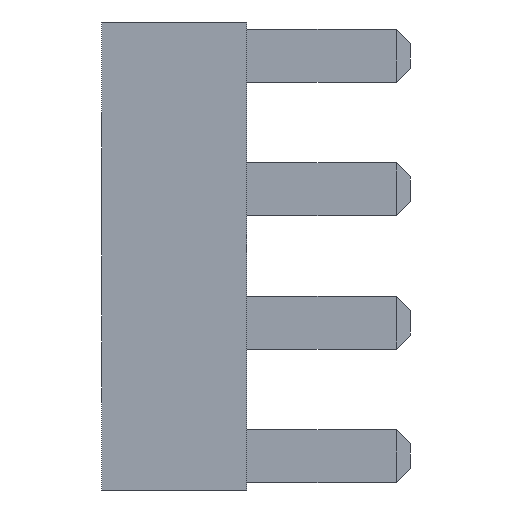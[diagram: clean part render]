
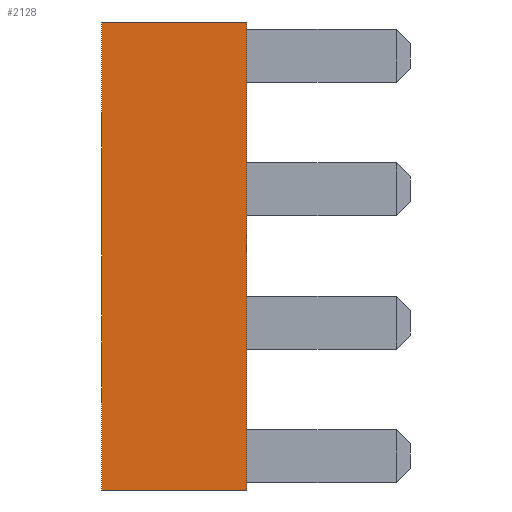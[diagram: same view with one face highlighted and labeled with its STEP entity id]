
A CAD part, left-side view. The second image highlights one B-rep face of the part: STEP entity #2128.
In plain terms, the highlighted planar face has unit normal (-1, 0, 0).
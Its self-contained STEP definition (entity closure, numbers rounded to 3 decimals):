
#482 = LINE ( 'NONE', #483, #2328 ) ;
#483 = CARTESIAN_POINT ( 'NONE',  ( -5., 0., -5. ) ) ;
#484 = DIRECTION ( 'NONE',  ( 0., 0., 1. ) ) ;
#920 = VECTOR ( 'NONE', #3110, 1000. ) ;
#1207 = VECTOR ( 'NONE', #3104, 1000. ) ;
#1221 = EDGE_CURVE ( 'NONE', #1701, #1679, #3102, .T. ) ;
#1222 = EDGE_CURVE ( 'NONE', #1701, #1714, #3079, .T. ) ;
#1223 = EDGE_CURVE ( 'NONE', #1714, #1726, #3107, .T. ) ;
#1281 = EDGE_LOOP ( 'NONE', ( #1956, #1955, #1954, #1953 ) ) ;
#1638 = VECTOR ( 'NONE', #3106, 1000. ) ;
#1679 = VERTEX_POINT ( 'NONE', #2835 ) ;
#1701 = VERTEX_POINT ( 'NONE', #2857 ) ;
#1714 = VERTEX_POINT ( 'NONE', #2870 ) ;
#1726 = VERTEX_POINT ( 'NONE', #2882 ) ;
#1953 = ORIENTED_EDGE ( 'NONE', *, *, #1221, .T. ) ;
#1954 = ORIENTED_EDGE ( 'NONE', *, *, #1222, .F. ) ;
#1955 = ORIENTED_EDGE ( 'NONE', *, *, #1223, .F. ) ;
#1956 = ORIENTED_EDGE ( 'NONE', *, *, #2178, .T. ) ;
#2128 = ADVANCED_FACE ( 'NONE', ( #2941 ), #2942, .F. ) ;
#2178 = EDGE_CURVE ( 'NONE', #1679, #1726, #482, .T. ) ;
#2282 = AXIS2_PLACEMENT_3D ( 'NONE', #2935, #2944, #2945 ) ;
#2328 = VECTOR ( 'NONE', #484, 1000. ) ;
#2835 = CARTESIAN_POINT ( 'NONE',  ( -5., 0., -5. ) ) ;
#2857 = CARTESIAN_POINT ( 'NONE',  ( -5., 3.1, -5. ) ) ;
#2870 = CARTESIAN_POINT ( 'NONE',  ( -5., 3.1, 5. ) ) ;
#2882 = CARTESIAN_POINT ( 'NONE',  ( -5., 0., 5. ) ) ;
#2935 = CARTESIAN_POINT ( 'NONE',  ( -5., 3.1, -5. ) ) ;
#2941 = FACE_OUTER_BOUND ( 'NONE', #1281, .T. ) ;
#2942 = PLANE ( 'NONE',  #2282 ) ;
#2944 = DIRECTION ( 'NONE',  ( 1., 0., 0. ) ) ;
#2945 = DIRECTION ( 'NONE',  ( 0., 0., -1. ) ) ;
#3079 = LINE ( 'NONE', #3105, #1638 ) ;
#3102 = LINE ( 'NONE', #3103, #1207 ) ;
#3103 = CARTESIAN_POINT ( 'NONE',  ( -5., 3.1, -5. ) ) ;
#3104 = DIRECTION ( 'NONE',  ( 0., -1., 0. ) ) ;
#3105 = CARTESIAN_POINT ( 'NONE',  ( -5., 3.1, -5. ) ) ;
#3106 = DIRECTION ( 'NONE',  ( 0., 0., 1. ) ) ;
#3107 = LINE ( 'NONE', #3109, #920 ) ;
#3109 = CARTESIAN_POINT ( 'NONE',  ( -5., 3.1, 5. ) ) ;
#3110 = DIRECTION ( 'NONE',  ( 0., -1., 0. ) ) ;
